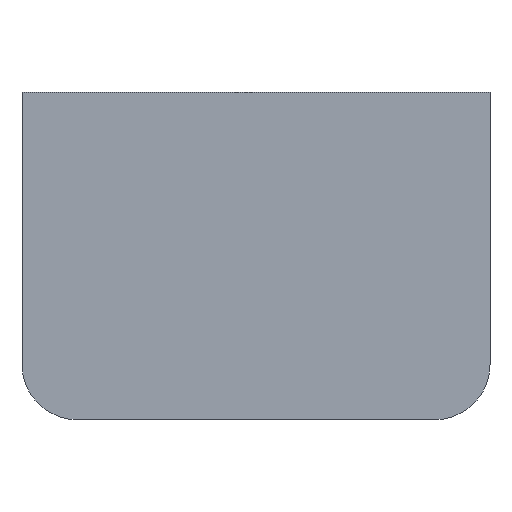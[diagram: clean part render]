
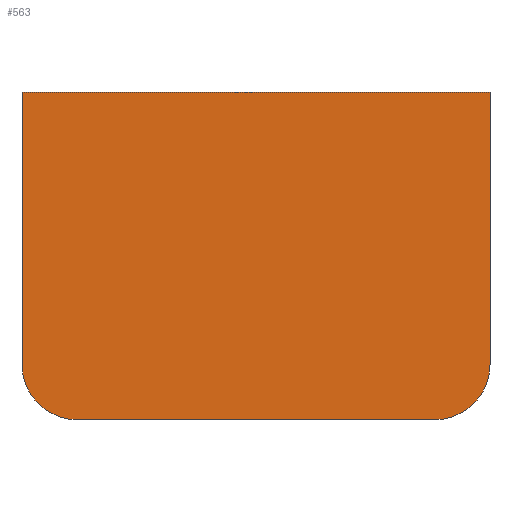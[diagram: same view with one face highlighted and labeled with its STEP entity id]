
A CAD part, front view. The second image highlights one B-rep face of the part: STEP entity #563.
In plain terms, the highlighted planar face has unit normal (0, -1, 0).
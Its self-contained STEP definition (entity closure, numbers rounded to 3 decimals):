
#16 = EDGE_CURVE ( 'NONE', #311, #523, #242, .T. ) ;
#32 = VECTOR ( 'NONE', #471, 1000. ) ;
#52 = CARTESIAN_POINT ( 'NONE',  ( 4.85, 0., -4.509 ) ) ;
#71 = EDGE_CURVE ( 'NONE', #428, #81, #323, .T. ) ;
#81 = VERTEX_POINT ( 'NONE', #528 ) ;
#130 = CARTESIAN_POINT ( 'NONE',  ( 6.35, 0., 4.381 ) ) ;
#140 = EDGE_CURVE ( 'NONE', #428, #970, #767, .T. ) ;
#154 = CARTESIAN_POINT ( 'NONE',  ( -6.35, 0., -3.008 ) ) ;
#201 = DIRECTION ( 'NONE',  ( 1., 0., 0. ) ) ;
#205 = CARTESIAN_POINT ( 'NONE',  ( -6.35, 0., 4.381 ) ) ;
#242 = LINE ( 'NONE', #130, #928 ) ;
#255 = AXIS2_PLACEMENT_3D ( 'NONE', #281, #1026, #617 ) ;
#269 = CARTESIAN_POINT ( 'NONE',  ( -6.35, 0., 4.381 ) ) ;
#281 = CARTESIAN_POINT ( 'NONE',  ( 0., 0., 0. ) ) ;
#285 = EDGE_CURVE ( 'NONE', #610, #523, #588, .T. ) ;
#290 = DIRECTION ( 'NONE',  ( 0., -1., 0. ) ) ;
#293 = LINE ( 'NONE', #52, #608 ) ;
#308 = VECTOR ( 'NONE', #921, 1000. ) ;
#311 = VERTEX_POINT ( 'NONE', #778 ) ;
#315 = EDGE_LOOP ( 'NONE', ( #1080, #804, #454, #556, #1075, #534 ) ) ;
#317 = CARTESIAN_POINT ( 'NONE',  ( -6.35, 0., 4.381 ) ) ;
#323 = CIRCLE ( 'NONE', #1031, 1.5 ) ;
#389 = LINE ( 'NONE', #205, #32 ) ;
#406 = AXIS2_PLACEMENT_3D ( 'NONE', #549, #290, #456 ) ;
#428 = VERTEX_POINT ( 'NONE', #154 ) ;
#454 = ORIENTED_EDGE ( 'NONE', *, *, #469, .F. ) ;
#456 = DIRECTION ( 'NONE',  ( 0., 0., 1. ) ) ;
#467 = FACE_OUTER_BOUND ( 'NONE', #315, .T. ) ;
#469 = EDGE_CURVE ( 'NONE', #970, #311, #389, .T. ) ;
#471 = DIRECTION ( 'NONE',  ( 1., 0., 0. ) ) ;
#496 = CARTESIAN_POINT ( 'NONE',  ( 6.35, 0., -3.008 ) ) ;
#523 = VERTEX_POINT ( 'NONE', #496 ) ;
#528 = CARTESIAN_POINT ( 'NONE',  ( -4.85, 0., -4.509 ) ) ;
#534 = ORIENTED_EDGE ( 'NONE', *, *, #616, .T. ) ;
#549 = CARTESIAN_POINT ( 'NONE',  ( 4.85, 0., -3.009 ) ) ;
#556 = ORIENTED_EDGE ( 'NONE', *, *, #140, .F. ) ;
#563 = ADVANCED_FACE ( 'NONE', ( #467 ), #1040, .T. ) ;
#588 = CIRCLE ( 'NONE', #406, 1.5 ) ;
#607 = CARTESIAN_POINT ( 'NONE',  ( 4.85, 0., -4.509 ) ) ;
#608 = VECTOR ( 'NONE', #201, 1000. ) ;
#610 = VERTEX_POINT ( 'NONE', #607 ) ;
#616 = EDGE_CURVE ( 'NONE', #81, #610, #293, .T. ) ;
#617 = DIRECTION ( 'NONE',  ( 0., 0., -1. ) ) ;
#759 = DIRECTION ( 'NONE',  ( 0., -1., 0. ) ) ;
#767 = LINE ( 'NONE', #269, #308 ) ;
#778 = CARTESIAN_POINT ( 'NONE',  ( 6.35, 0., 4.381 ) ) ;
#804 = ORIENTED_EDGE ( 'NONE', *, *, #16, .F. ) ;
#921 = DIRECTION ( 'NONE',  ( 0., 0., 1. ) ) ;
#928 = VECTOR ( 'NONE', #980, 1000. ) ;
#929 = CARTESIAN_POINT ( 'NONE',  ( -4.85, 0., -3.009 ) ) ;
#938 = DIRECTION ( 'NONE',  ( 0., 0., 1. ) ) ;
#970 = VERTEX_POINT ( 'NONE', #317 ) ;
#980 = DIRECTION ( 'NONE',  ( 0., 0., -1. ) ) ;
#1026 = DIRECTION ( 'NONE',  ( 0., -1., 0. ) ) ;
#1031 = AXIS2_PLACEMENT_3D ( 'NONE', #929, #759, #938 ) ;
#1040 = PLANE ( 'NONE',  #255 ) ;
#1075 = ORIENTED_EDGE ( 'NONE', *, *, #71, .T. ) ;
#1080 = ORIENTED_EDGE ( 'NONE', *, *, #285, .T. ) ;
